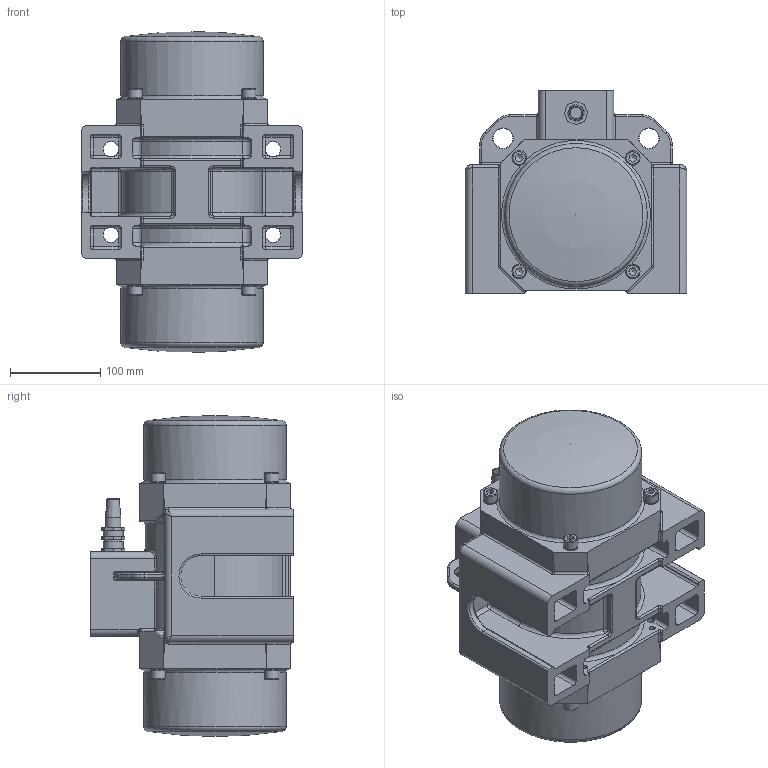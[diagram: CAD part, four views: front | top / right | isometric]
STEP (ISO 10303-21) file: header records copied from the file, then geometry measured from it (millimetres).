
FILE_DESCRIPTION((''),'2;1');
FILE_NAME('A43-29-2.stp','2010-03-15T13:37:25',('Doris'),(''),'Autodesk Inventor 2008','Autodesk Inventor 2008','');
FILE_SCHEMA(('AUTOMOTIVE_DESIGN { 1 0 10303 214 1 1 1 1 }'));
Length unit declared in the file: millimetre
Products named in the file (3): A43-29-2; A43-29-2_1; A43-29-2_2
Assembly tree (2 placements, depth 2):
  A43-29-2
    A43-29-2_1
    A43-29-2_2
Bounding box: 246 x 225 x 356 mm (x, y, z)
Volume: 3633975.6 mm3; surface area: 801819.4 mm2
Topology: 2 solids, 10 shells, 1271 faces, 2947 edges, 1768 vertices
Faces by surface type: cylinder 456, plane 412, bspline 237, cone 83, torus 60, sphere 23
Full cylindrical faces by diameter (mm): 3.242 x3, 4 x4, 4.917 x10, 6 x4, 6.647 x12, 7 x4, 8.376 x8, 9 x8, 10 x10, 10.5 x8, 11 x8, 12 x4, 12.5 x4, 13.5 x8, 16 x16, 16.5 x1, 17 x6, 18 x1, 20 x2, 22 x4, 34 x4, 68 x2, 72 x2, 85 x2, 126 x1, 144 x1, 147 x2, 150 x2, 153 x2, 154 x2
Entity records: 46649 total; most frequent: CARTESIAN_POINT 18709, DIRECTION 5659, ORIENTED_EDGE 5112, EDGE_CURVE 2556, AXIS2_PLACEMENT_3D 2329, EDGE_LOOP 1668, VERTEX_POINT 1660, FACE_OUTER_BOUND 1271
